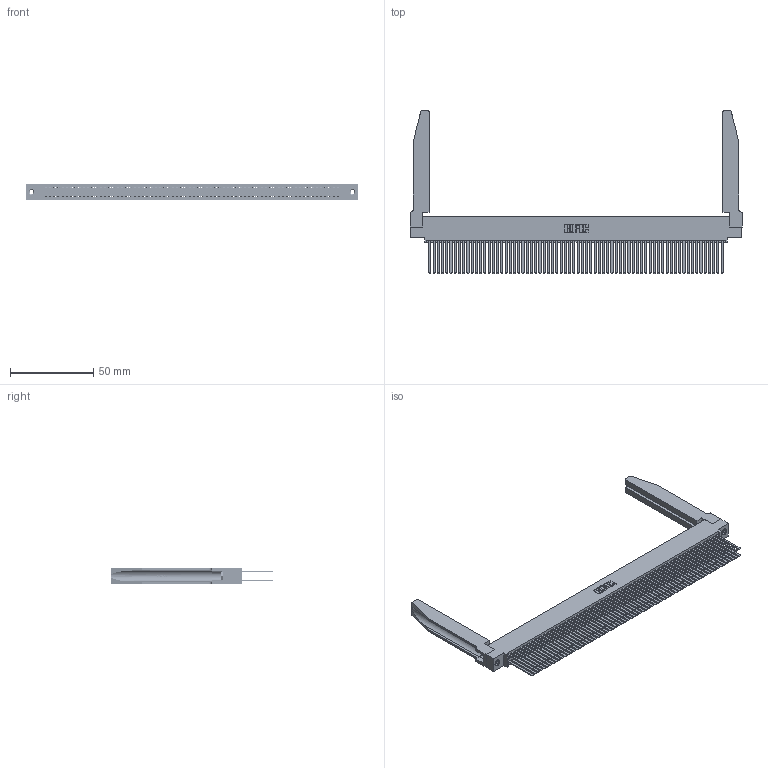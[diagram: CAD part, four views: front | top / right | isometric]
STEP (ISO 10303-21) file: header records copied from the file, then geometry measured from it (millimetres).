
FILE_DESCRIPTION (( 'STEP AP203' ), '1' );
FILE_NAME ('345-140-544-578.STEP', '2019-11-08T22:01:01', ( '' ), ( '' ), 'SwSTEP 2.0', 'SolidWorks 2016', '' );
FILE_SCHEMA (( 'CONFIG_CONTROL_DESIGN' ));
Length unit declared in the file: inch
Products named in the file (5): 345-140-544-578; 345 Part_0.110 Offset - 0.156 Dia-TH; 345-220-078_345-220-078; 345-250-001_345-250-001-102; 345-292-001_345-293-144
Assembly tree (145 placements, depth 2):
  345-140-544-578
    345 Part_0.110 Offset - 0.156 Dia-TH
    345-292-001_345-293-144  x140
    345-250-001_345-250-001-102  x2
    345-220-078_345-220-078  x2
Bounding box: 199.03 x 97.71 x 9.4 mm (x, y, z)
Volume: 29253.9 mm3; surface area: 44981.8 mm2
Topology: 145 solids, 145 shells, 6524 faces, 19301 edges, 12670 vertices
Faces by surface type: plane 4286, cylinder 2186, bspline 36, cone 12, torus 4
Entity records: 55842 total; most frequent: CARTESIAN_POINT 10251, ORIENTED_EDGE 9082, DIRECTION 7995, EDGE_CURVE 4541, LINE 4039, VECTOR 4039, VERTEX_POINT 3020, AXIS2_PLACEMENT_3D 1978
